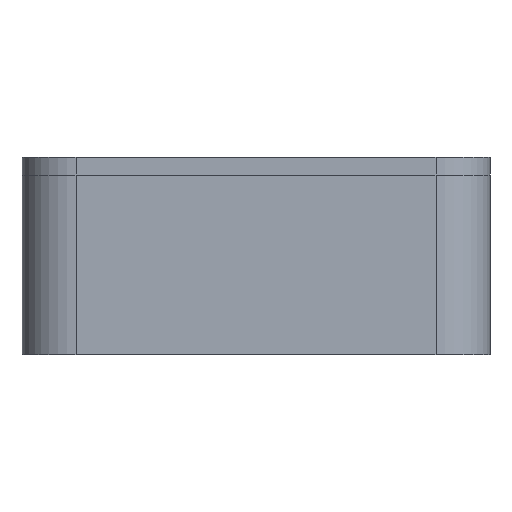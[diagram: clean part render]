
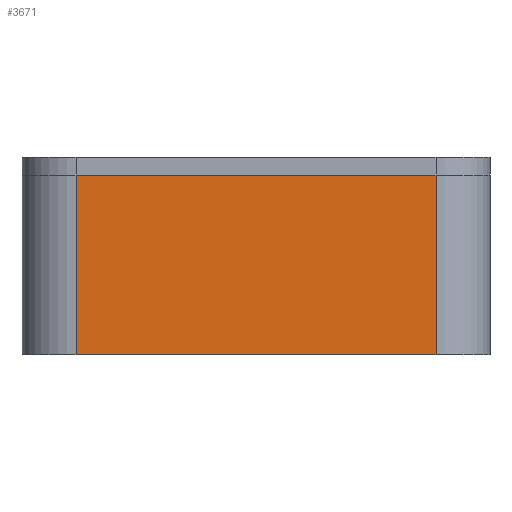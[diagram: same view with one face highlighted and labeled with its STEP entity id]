
A CAD part, left-side view. The second image highlights one B-rep face of the part: STEP entity #3671.
In plain terms, the highlighted planar face has unit normal (-1, 0, 0).
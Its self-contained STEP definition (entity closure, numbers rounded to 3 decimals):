
#382=FACE_OUTER_BOUND('',#604,.T.);
#604=EDGE_LOOP('',(#3326,#3327,#3328,#3329));
#995=LINE('',#5841,#1422);
#1036=LINE('',#5979,#1463);
#1037=LINE('',#5982,#1464);
#1038=LINE('',#5983,#1465);
#1422=VECTOR('',#4766,10.);
#1463=VECTOR('',#4927,10.);
#1464=VECTOR('',#4930,10.);
#1465=VECTOR('',#4931,10.);
#1768=VERTEX_POINT('',#5838);
#1769=VERTEX_POINT('',#5840);
#1806=VERTEX_POINT('',#5977);
#1807=VERTEX_POINT('',#5981);
#2252=EDGE_CURVE('',#1768,#1769,#995,.T.);
#2318=EDGE_CURVE('',#1806,#1769,#1036,.T.);
#2319=EDGE_CURVE('',#1807,#1806,#1037,.T.);
#2320=EDGE_CURVE('',#1807,#1768,#1038,.T.);
#3326=ORIENTED_EDGE('',*,*,#2319,.T.);
#3327=ORIENTED_EDGE('',*,*,#2318,.T.);
#3328=ORIENTED_EDGE('',*,*,#2252,.F.);
#3329=ORIENTED_EDGE('',*,*,#2320,.F.);
#3490=PLANE('',#3959);
#3671=ADVANCED_FACE('',(#382),#3490,.T.);
#3959=AXIS2_PLACEMENT_3D('',#5980,#4928,#4929);
#4766=DIRECTION('',(0.,-1.,0.));
#4927=DIRECTION('',(0.,0.,1.));
#4928=DIRECTION('center_axis',(-1.,0.,0.));
#4929=DIRECTION('ref_axis',(0.,-1.,0.));
#4930=DIRECTION('',(0.,-1.,0.));
#4931=DIRECTION('',(0.,0.,1.));
#5838=CARTESIAN_POINT('',(-90.,50.,50.));
#5840=CARTESIAN_POINT('',(-90.,-50.,50.));
#5841=CARTESIAN_POINT('',(-90.,50.,50.));
#5977=CARTESIAN_POINT('',(-90.,-50.,0.));
#5979=CARTESIAN_POINT('',(-90.,-50.,0.));
#5980=CARTESIAN_POINT('Origin',(-90.,50.,0.));
#5981=CARTESIAN_POINT('',(-90.,50.,0.));
#5982=CARTESIAN_POINT('',(-90.,50.,0.));
#5983=CARTESIAN_POINT('',(-90.,50.,0.));
